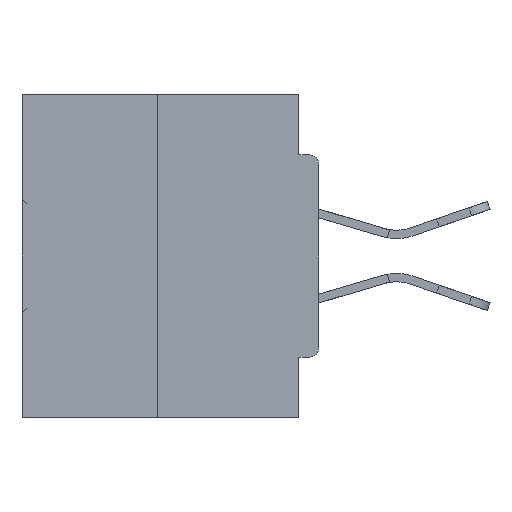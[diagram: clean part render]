
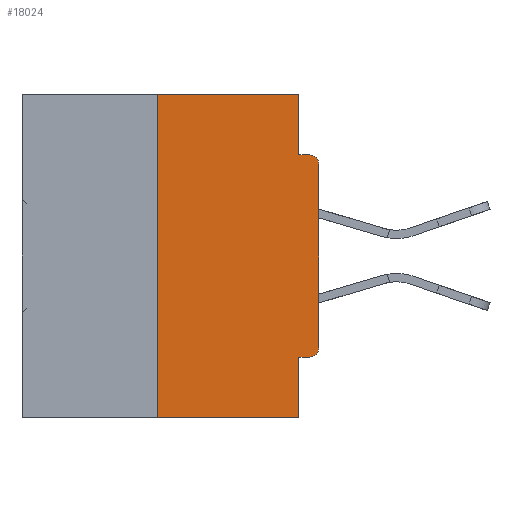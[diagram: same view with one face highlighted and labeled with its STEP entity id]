
A CAD part, left-side view. The second image highlights one B-rep face of the part: STEP entity #18024.
In plain terms, the highlighted planar face has unit normal (-1, 0, 0).
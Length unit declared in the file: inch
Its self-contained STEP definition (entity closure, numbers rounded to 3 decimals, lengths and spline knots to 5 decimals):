
#347 = ORIENTED_EDGE ( 'NONE', *, *, #15726, .F. ) ;
#1324 = AXIS2_PLACEMENT_3D ( 'NONE', #6781, #29750, #29401 ) ;
#2042 = CARTESIAN_POINT ( 'NONE',  ( 0., 0.031, -0.5 ) ) ;
#2367 = ORIENTED_EDGE ( 'NONE', *, *, #43222, .F. ) ;
#2400 = VERTEX_POINT ( 'NONE', #29126 ) ;
#2815 = CARTESIAN_POINT ( 'NONE',  ( 0., 0.015, -0.4065 ) ) ;
#2864 = CIRCLE ( 'NONE', #30729, 0.015 ) ;
#3628 = CARTESIAN_POINT ( 'NONE',  ( 0., 0., -0.3915 ) ) ;
#4607 = CARTESIAN_POINT ( 'NONE',  ( 0., 0., -0.1085 ) ) ;
#4924 = ORIENTED_EDGE ( 'NONE', *, *, #25521, .T. ) ;
#5221 = CARTESIAN_POINT ( 'NONE',  ( 0., 0.46, 0. ) ) ;
#5352 = DIRECTION ( 'NONE',  ( -1., 0., 0. ) ) ;
#5625 = DIRECTION ( 'NONE',  ( 0., 0., -1. ) ) ;
#6220 = VERTEX_POINT ( 'NONE', #23018 ) ;
#6781 = CARTESIAN_POINT ( 'NONE',  ( 0., 0.46, 0. ) ) ;
#9039 = DIRECTION ( 'NONE',  ( 0., 0., -1. ) ) ;
#10280 = DIRECTION ( 'NONE',  ( -1., 0., 0. ) ) ;
#10778 = LINE ( 'NONE', #17271, #11384 ) ;
#11286 = CIRCLE ( 'NONE', #21201, 0.015 ) ;
#11384 = VECTOR ( 'NONE', #32278, 39.37008 ) ;
#11871 = LINE ( 'NONE', #33417, #32295 ) ;
#11963 = CARTESIAN_POINT ( 'NONE',  ( 0., 0.031, -0.5 ) ) ;
#12196 = EDGE_CURVE ( 'NONE', #24975, #2400, #31302, .T. ) ;
#12473 = DIRECTION ( 'NONE',  ( 0., -1., 0. ) ) ;
#13362 = CARTESIAN_POINT ( 'NONE',  ( 0., 0.031, 0. ) ) ;
#13917 = EDGE_CURVE ( 'NONE', #31175, #6220, #2864, .T. ) ;
#15213 = CARTESIAN_POINT ( 'NONE',  ( 0., 0.25, -0.5 ) ) ;
#15722 = LINE ( 'NONE', #2042, #24493 ) ;
#15726 = EDGE_CURVE ( 'NONE', #45785, #29281, #10778, .T. ) ;
#16149 = CARTESIAN_POINT ( 'NONE',  ( 0., 0., -0.0935 ) ) ;
#16207 = LINE ( 'NONE', #5221, #17378 ) ;
#16812 = EDGE_CURVE ( 'NONE', #17306, #6220, #41746, .T. ) ;
#17271 = CARTESIAN_POINT ( 'NONE',  ( 0., 0., -0.4065 ) ) ;
#17306 = VERTEX_POINT ( 'NONE', #43460 ) ;
#17378 = VECTOR ( 'NONE', #12473, 39.37008 ) ;
#17459 = CARTESIAN_POINT ( 'NONE',  ( 0., 0.015, -0.1085 ) ) ;
#17927 = ORIENTED_EDGE ( 'NONE', *, *, #13917, .T. ) ;
#18024 = ADVANCED_FACE ( 'NONE', ( #28803 ), #18153, .F. ) ;
#18153 = PLANE ( 'NONE',  #1324 ) ;
#18687 = LINE ( 'NONE', #34963, #21546 ) ;
#18709 = VECTOR ( 'NONE', #21152, 39.37008 ) ;
#18759 = DIRECTION ( 'NONE',  ( 0., 0., 1. ) ) ;
#18909 = EDGE_CURVE ( 'NONE', #45785, #32839, #11286, .T. ) ;
#18944 = ORIENTED_EDGE ( 'NONE', *, *, #32606, .F. ) ;
#19893 = DIRECTION ( 'NONE',  ( 0., -1., 0. ) ) ;
#20120 = CARTESIAN_POINT ( 'NONE',  ( 0., 0.015, -0.3915 ) ) ;
#21152 = DIRECTION ( 'NONE',  ( 0., 0., -1. ) ) ;
#21201 = AXIS2_PLACEMENT_3D ( 'NONE', #20120, #5352, #9039 ) ;
#21546 = VECTOR ( 'NONE', #23852, 39.37008 ) ;
#21691 = ORIENTED_EDGE ( 'NONE', *, *, #23477, .T. ) ;
#22173 = LINE ( 'NONE', #13362, #18709 ) ;
#23018 = CARTESIAN_POINT ( 'NONE',  ( 0., 0.015, -0.0935 ) ) ;
#23477 = EDGE_CURVE ( 'NONE', #32839, #31175, #11871, .T. ) ;
#23852 = DIRECTION ( 'NONE',  ( 0., -1., 0. ) ) ;
#24493 = VECTOR ( 'NONE', #5625, 39.37008 ) ;
#24975 = VERTEX_POINT ( 'NONE', #15213 ) ;
#25521 = EDGE_CURVE ( 'NONE', #24975, #33566, #18687, .T. ) ;
#25892 = EDGE_LOOP ( 'NONE', ( #29580, #30501, #4924, #2367, #347, #36083, #21691, #17927, #32124, #18944 ) ) ;
#26215 = CARTESIAN_POINT ( 'NONE',  ( 0., 0.031, -0.4065 ) ) ;
#28803 = FACE_OUTER_BOUND ( 'NONE', #25892, .T. ) ;
#29126 = CARTESIAN_POINT ( 'NONE',  ( 0., 0.25, 0. ) ) ;
#29281 = VERTEX_POINT ( 'NONE', #26215 ) ;
#29401 = DIRECTION ( 'NONE',  ( 0., 0., -1. ) ) ;
#29580 = ORIENTED_EDGE ( 'NONE', *, *, #44355, .F. ) ;
#29750 = DIRECTION ( 'NONE',  ( 1., 0., 0. ) ) ;
#30501 = ORIENTED_EDGE ( 'NONE', *, *, #12196, .F. ) ;
#30729 = AXIS2_PLACEMENT_3D ( 'NONE', #17459, #10280, #32633 ) ;
#31175 = VERTEX_POINT ( 'NONE', #4607 ) ;
#31302 = LINE ( 'NONE', #46552, #37683 ) ;
#32124 = ORIENTED_EDGE ( 'NONE', *, *, #16812, .F. ) ;
#32278 = DIRECTION ( 'NONE',  ( 0., 1., 0. ) ) ;
#32295 = VECTOR ( 'NONE', #18759, 39.37008 ) ;
#32606 = EDGE_CURVE ( 'NONE', #41574, #17306, #22173, .T. ) ;
#32633 = DIRECTION ( 'NONE',  ( 0., 0., -1. ) ) ;
#32839 = VERTEX_POINT ( 'NONE', #3628 ) ;
#33417 = CARTESIAN_POINT ( 'NONE',  ( 0., 0., 0. ) ) ;
#33566 = VERTEX_POINT ( 'NONE', #11963 ) ;
#34168 = VECTOR ( 'NONE', #19893, 39.37008 ) ;
#34656 = CARTESIAN_POINT ( 'NONE',  ( 0., 0.031, 0. ) ) ;
#34963 = CARTESIAN_POINT ( 'NONE',  ( 0., 0.46, -0.5 ) ) ;
#36083 = ORIENTED_EDGE ( 'NONE', *, *, #18909, .T. ) ;
#37683 = VECTOR ( 'NONE', #42313, 39.37008 ) ;
#41574 = VERTEX_POINT ( 'NONE', #34656 ) ;
#41746 = LINE ( 'NONE', #16149, #34168 ) ;
#42313 = DIRECTION ( 'NONE',  ( 0., 0., 1. ) ) ;
#43222 = EDGE_CURVE ( 'NONE', #29281, #33566, #15722, .T. ) ;
#43460 = CARTESIAN_POINT ( 'NONE',  ( 0., 0.031, -0.0935 ) ) ;
#44355 = EDGE_CURVE ( 'NONE', #2400, #41574, #16207, .T. ) ;
#45785 = VERTEX_POINT ( 'NONE', #2815 ) ;
#46552 = CARTESIAN_POINT ( 'NONE',  ( 0., 0.25, 0. ) ) ;
